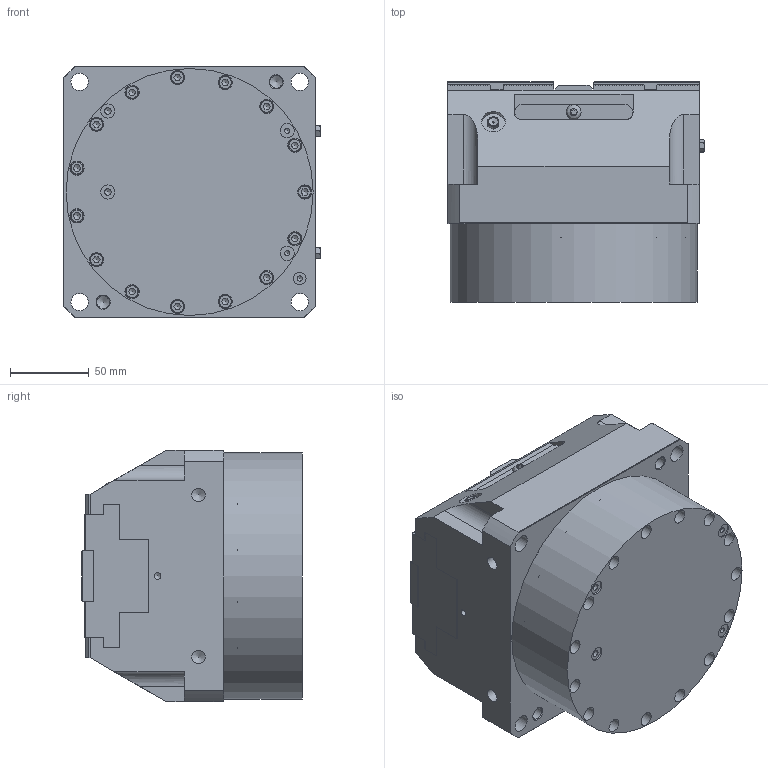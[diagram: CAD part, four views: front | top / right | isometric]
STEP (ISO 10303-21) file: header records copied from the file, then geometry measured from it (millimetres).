
FILE_DESCRIPTION(/* description */ (''),/* implementation_level */ '2;1');
FILE_NAME(/* name */ 'CFB-160-C1-PN-D-MA.stp',/* time_stamp */ '2018-01-22T11:01:50+01:00',/* author */ ('Tecnico'),/* organization */ (''),/* preprocessor_version */ 'ST-DEVELOPER v16.13',/* originating_system */ 'Autodesk Inventor 2018',/* authorisation */ '');
FILE_SCHEMA (('AUTOMOTIVE_DESIGN { 1 0 10303 214 3 1 1 }'));
Length unit declared in the file: millimetre
Products named in the file (11): CFB-160-C1-PN-D-MA; Corpo; Griffa C1-D; Coperchio; ISO 2338 - 5 h8 x 10 - B; DIN 7991 - M4x8; Mascherina-NO SENS; VTB M5; CFB-160-FONDELLO-ASS; CFB-160-MC-MA-FONDELLO; ISO 4762 - M5 x 30
Assembly tree (27 placements, depth 3):
  CFB-160-C1-PN-D-MA
    Corpo
    Griffa C1-D  x2
    Coperchio
    ISO 2338 - 5 h8 x 10 - B  x2
    DIN 7991 - M4x8  x2
    Mascherina-NO SENS
    VTB M5
    CFB-160-FONDELLO-ASS
      CFB-160-MC-MA-FONDELLO
      ISO 4762 - M5 x 30  x15
Bounding box: 163 x 140.3 x 160 mm (x, y, z)
Volume: 2829944.1 mm3; surface area: 282349.4 mm2
Topology: 26 solids, 26 shells, 1629 faces, 4486 edges, 2940 vertices
Faces by surface type: plane 1302, cylinder 177, cone 113, torus 32, sphere 4, bspline 1
Full cylindrical faces by diameter (mm): 3.242 x2, 3.3 x5, 4 x4, 4.134 x3, 4.2 x5, 5 x22, 5.2 x16, 6.647 x24, 8 x7, 8.5 x15, 8.566 x2, 9 x21, 9.5 x1, 11 x4, 15 x2, 157 x1
Entity records: 27054 total; most frequent: CARTESIAN_POINT 4809, DIRECTION 4513, ORIENTED_EDGE 4398, EDGE_CURVE 2199, LINE 1559, VECTOR 1559, VERTEX_POINT 1521, AXIS2_PLACEMENT_3D 1477
